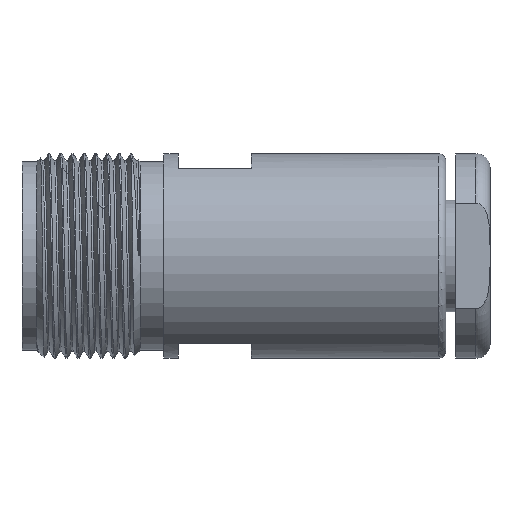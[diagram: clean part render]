
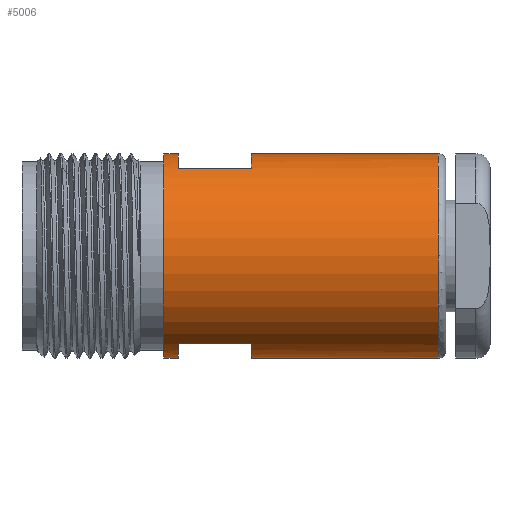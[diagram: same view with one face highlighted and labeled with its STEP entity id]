
A CAD part, top view. The second image highlights one B-rep face of the part: STEP entity #5006.
In plain terms, the highlighted cylindrical face has radius 11.113 mm (diameter 22.225 mm), a partial arc.
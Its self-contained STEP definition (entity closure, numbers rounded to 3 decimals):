
#1740=CARTESIAN_POINT('',(15.392,0.,0.));
#1741=DIRECTION('',(1.,0.,0.));
#1742=DIRECTION('',(0.,1.,0.));
#1743=AXIS2_PLACEMENT_3D('',#1740,#1741,#1742);
#1750=CARTESIAN_POINT('',(45.207,0.,0.));
#1751=DIRECTION('',(-1.,0.,0.));
#1752=DIRECTION('',(0.,-1.,0.));
#1753=AXIS2_PLACEMENT_3D('',#1750,#1751,#1752);
#1802=DIRECTION('',(-1.,0.,0.));
#1803=VECTOR('',#1802,20.315);
#1804=CARTESIAN_POINT('',(45.207,11.113,0.));
#1805=LINE('',#1804,#1803);
#1806=DIRECTION('',(-1.,0.,0.));
#1807=VECTOR('',#1806,1.575);
#1808=CARTESIAN_POINT('',(16.967,11.113,0.));
#1809=LINE('',#1808,#1807);
#1810=DIRECTION('',(-1.,0.,0.));
#1811=VECTOR('',#1810,1.575);
#1812=CARTESIAN_POINT('',(16.967,-11.113,0.));
#1813=LINE('',#1812,#1811);
#1814=DIRECTION('',(-1.,0.,0.));
#1815=VECTOR('',#1814,20.315);
#1816=CARTESIAN_POINT('',(45.207,-11.113,0.));
#1817=LINE('',#1816,#1815);
#1818=CARTESIAN_POINT('',(24.892,0.,0.));
#1819=DIRECTION('',(1.,0.,0.));
#1820=DIRECTION('',(0.,1.,0.));
#1821=AXIS2_PLACEMENT_3D('',#1818,#1819,#1820);
#1832=DIRECTION('',(1.,0.,0.));
#1833=VECTOR('',#1832,7.925);
#1834=CARTESIAN_POINT('',(16.967,9.525,5.724));
#1835=LINE('',#1834,#1833);
#1844=CARTESIAN_POINT('',(16.967,0.,0.));
#1845=DIRECTION('',(1.,0.,0.));
#1846=DIRECTION('',(0.,1.,0.));
#1847=AXIS2_PLACEMENT_3D('',#1844,#1845,#1846);
#1854=CARTESIAN_POINT('',(16.967,0.,0.));
#1855=DIRECTION('',(1.,0.,0.));
#1856=DIRECTION('',(0.,-0.857,0.515));
#1857=AXIS2_PLACEMENT_3D('',#1854,#1855,#1856);
#1868=DIRECTION('',(1.,0.,0.));
#1869=VECTOR('',#1868,7.925);
#1870=CARTESIAN_POINT('',(16.967,-9.525,5.724));
#1871=LINE('',#1870,#1869);
#1880=CARTESIAN_POINT('',(24.892,0.,0.));
#1881=DIRECTION('',(1.,0.,0.));
#1882=DIRECTION('',(0.,-0.857,0.515));
#1883=AXIS2_PLACEMENT_3D('',#1880,#1881,#1882);
#1952=CARTESIAN_POINT('',(15.392,11.113,0.));
#1953=CARTESIAN_POINT('',(15.392,-11.113,0.));
#1954=VERTEX_POINT('',#1952);
#1955=VERTEX_POINT('',#1953);
#1956=CARTESIAN_POINT('',(16.967,11.113,0.));
#1957=CARTESIAN_POINT('',(16.967,9.525,5.724));
#1958=VERTEX_POINT('',#1956);
#1959=VERTEX_POINT('',#1957);
#1960=CARTESIAN_POINT('',(24.892,9.525,5.724));
#1961=VERTEX_POINT('',#1960);
#1962=CARTESIAN_POINT('',(24.892,11.113,0.));
#1963=VERTEX_POINT('',#1962);
#1968=CARTESIAN_POINT('',(24.892,-9.525,5.724));
#1969=CARTESIAN_POINT('',(24.892,-11.113,0.));
#1970=VERTEX_POINT('',#1968);
#1971=VERTEX_POINT('',#1969);
#1972=CARTESIAN_POINT('',(16.967,-9.525,5.724));
#1973=VERTEX_POINT('',#1972);
#1974=CARTESIAN_POINT('',(16.967,-11.113,0.));
#1975=VERTEX_POINT('',#1974);
#2050=CARTESIAN_POINT('',(45.207,-11.113,0.));
#2051=CARTESIAN_POINT('',(45.207,11.113,0.));
#2052=VERTEX_POINT('',#2050);
#2053=VERTEX_POINT('',#2051);
#4976=CARTESIAN_POINT('',(-2.3,0.,0.));
#4977=DIRECTION('',(1.,0.,0.));
#4978=DIRECTION('',(0.,-1.,0.));
#4979=AXIS2_PLACEMENT_3D('',#4976,#4977,#4978);
#4980=CYLINDRICAL_SURFACE('',#4979,11.113);
#4982=ORIENTED_EDGE('',*,*,#4981,.F.);
#4984=ORIENTED_EDGE('',*,*,#4983,.T.);
#4986=ORIENTED_EDGE('',*,*,#4985,.F.);
#4988=ORIENTED_EDGE('',*,*,#4987,.F.);
#4990=ORIENTED_EDGE('',*,*,#4989,.T.);
#4992=ORIENTED_EDGE('',*,*,#4991,.T.);
#4993=ORIENTED_EDGE('',*,*,#4965,.F.);
#4995=ORIENTED_EDGE('',*,*,#4994,.F.);
#4997=ORIENTED_EDGE('',*,*,#4996,.T.);
#4999=ORIENTED_EDGE('',*,*,#4998,.T.);
#5001=ORIENTED_EDGE('',*,*,#5000,.F.);
#5003=ORIENTED_EDGE('',*,*,#5002,.F.);
#5004=EDGE_LOOP('',(#4982,#4984,#4986,#4988,#4990,#4992,#4993,#4995,#4997,#4999,
#5001,#5003));
#5005=FACE_OUTER_BOUND('',#5004,.F.);
#1744=CIRCLE('',#1743,11.113);
#1754=CIRCLE('',#1753,11.113);
#1822=CIRCLE('',#1821,11.113);
#1848=CIRCLE('',#1847,11.113);
#1858=CIRCLE('',#1857,11.113);
#1884=CIRCLE('',#1883,11.113);
#4965=EDGE_CURVE('',#1954,#1955,#1744,.T.);
#4981=EDGE_CURVE('',#2052,#2053,#1754,.T.);
#4983=EDGE_CURVE('',#2052,#1971,#1817,.T.);
#4985=EDGE_CURVE('',#1970,#1971,#1884,.T.);
#4987=EDGE_CURVE('',#1973,#1970,#1871,.T.);
#4989=EDGE_CURVE('',#1973,#1975,#1858,.T.);
#4991=EDGE_CURVE('',#1975,#1955,#1813,.T.);
#4994=EDGE_CURVE('',#1958,#1954,#1809,.T.);
#4996=EDGE_CURVE('',#1958,#1959,#1848,.T.);
#4998=EDGE_CURVE('',#1959,#1961,#1835,.T.);
#5000=EDGE_CURVE('',#1963,#1961,#1822,.T.);
#5002=EDGE_CURVE('',#2053,#1963,#1805,.T.);
#5006=ADVANCED_FACE('',(#5005),#4980,.T.);
